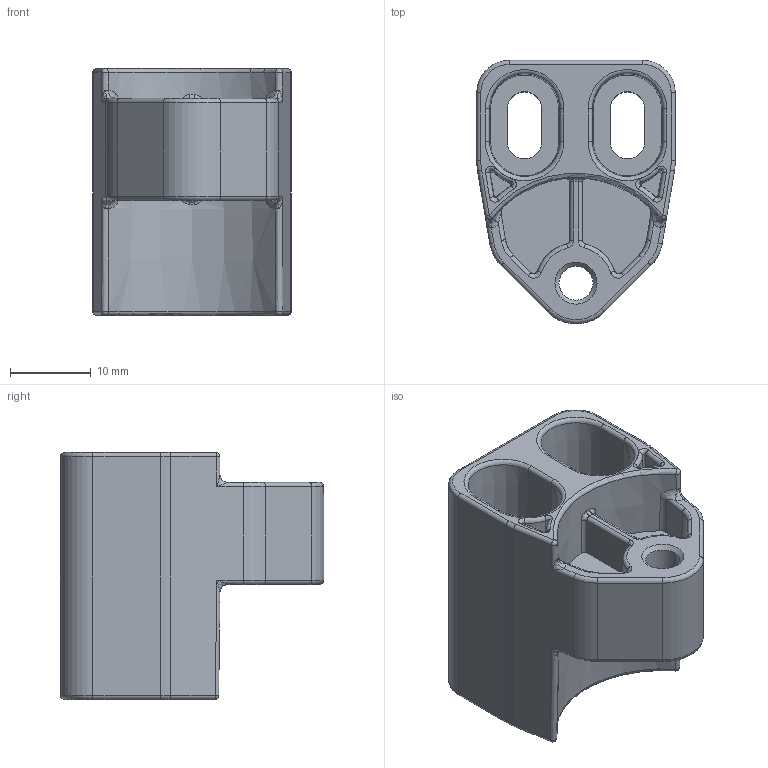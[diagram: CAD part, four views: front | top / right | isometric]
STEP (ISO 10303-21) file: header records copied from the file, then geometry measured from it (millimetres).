
FILE_DESCRIPTION(/* description */ (''),/* implementation_level */ '2;1');
FILE_NAME(/* name */ 'Support.ipt.step',/* time_stamp */ '2020-04-16T23:31:24-04:00',/* author */ ('Jordan'),/* organization */ (''),/* preprocessor_version */ 'ST-DEVELOPER v17',/* originating_system */ 'Autodesk Inventor 2019',/* authorisation */ '');
FILE_SCHEMA (('AUTOMOTIVE_DESIGN { 1 0 10303 214 3 1 1 }'));
Length unit declared in the file: inch
Products named in the file (1): Support
Bounding box: 24.5 x 32.48 x 30.5 mm (x, y, z)
Volume: 7887.3 mm3; surface area: 9045.8 mm2
Topology: 1 solids, 1 shells, 391 faces, 955 edges, 576 vertices
Faces by surface type: bspline 112, cylinder 107, plane 88, torus 47, cone 33, sphere 4
Full cylindrical faces by diameter (mm): 4.2 x1
Entity records: 18825 total; most frequent: CARTESIAN_POINT 10133, ORIENTED_EDGE 1910, DIRECTION 1730, EDGE_CURVE 955, AXIS2_PLACEMENT_3D 693, VERTEX_POINT 576, EDGE_LOOP 407, CIRCLE 392
